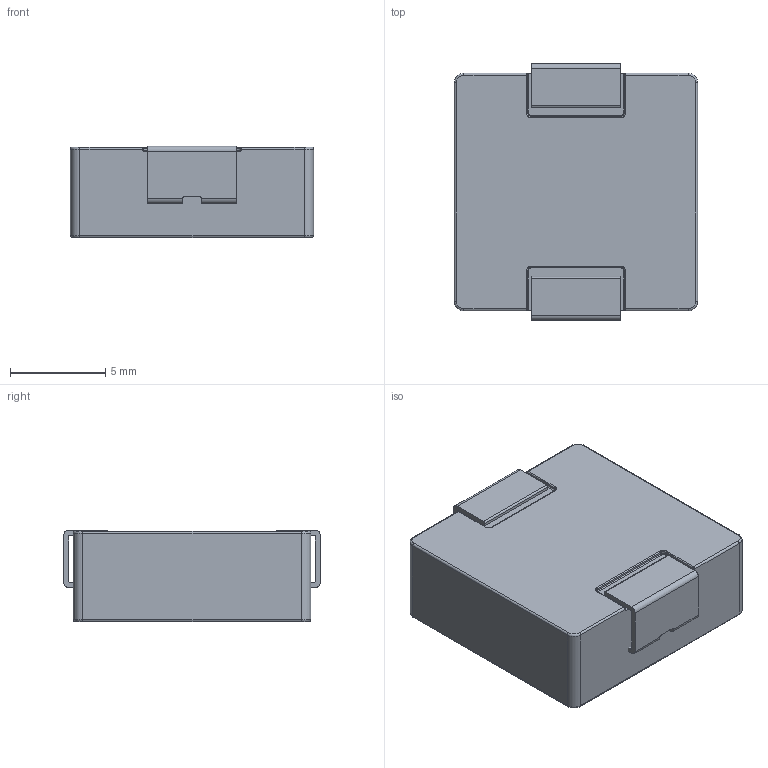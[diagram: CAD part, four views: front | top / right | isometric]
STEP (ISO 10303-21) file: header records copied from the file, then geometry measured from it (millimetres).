
FILE_DESCRIPTION(/* description */ (''),/* implementation_level */ '2;1');
FILE_NAME(/* name */ 'TMPC1205.stp',/* time_stamp */ '2018-01-18T15:43:20+08:00',/* author */ (''),/* organization */ (''),/* preprocessor_version */ 'ST-DEVELOPER v16.7',/* originating_system */ 'SIEMENS PLM Software NX 12.0',/* authorisation */ '');
FILE_SCHEMA (('AUTOMOTIVE_DESIGN { 1 0 10303 214 3 1 1 1 }'));
Length unit declared in the file: millimetre
Products named in the file (1): TMPC1205
Bounding box: 12.8 x 13.49 x 4.81 mm (x, y, z)
Surface area: 1215.8 mm2
Topology: 18 solids, 18 shells, 362 faces, 833 edges, 507 vertices
Faces by surface type: plane 127, torus 110, cylinder 76, extrusion 45, bspline 4
Full cylindrical faces by diameter (mm): 0.7 x6
Entity records: 10435 total; most frequent: CARTESIAN_POINT 2726, DIRECTION 1477, ORIENTED_EDGE 1474, EDGE_CURVE 737, AXIS2_PLACEMENT_3D 573, VERTEX_POINT 507, EDGE_LOOP 462, ADVANCED_FACE 362
